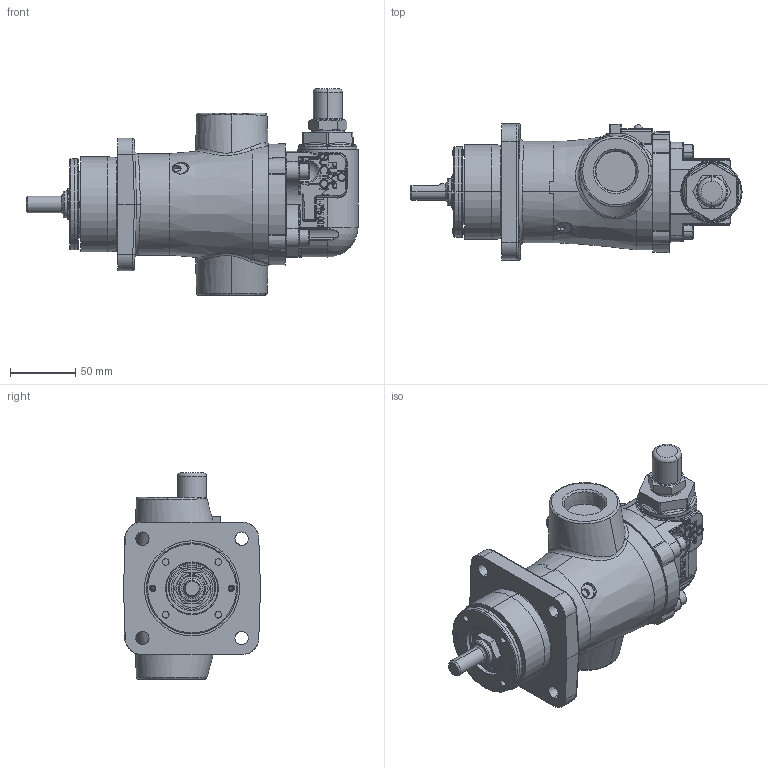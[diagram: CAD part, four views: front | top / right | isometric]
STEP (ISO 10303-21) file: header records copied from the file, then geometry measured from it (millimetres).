
FILE_DESCRIPTION (( 'STEP AP203' ), '1' );
FILE_NAME ('4-1050-2931-508.STEP', '2026-01-09T13:52:02', ( '' ), ( '' ), 'SwSTEP 2.0', 'SolidWorks 2024', '' );
FILE_SCHEMA (( 'CONFIG_CONTROL_DESIGN' ));
Length unit declared in the file: inch
Products named in the file (1): 4-1050-2931-508
Bounding box: 254.75 x 105.15 x 158.67 mm (x, y, z)
Volume: 1307650 mm3; surface area: 112823.3 mm2
Topology: 1 solids, 1 shells, 1442 faces, 3904 edges, 2633 vertices
Faces by surface type: plane 678, bspline 330, cylinder 227, cone 145, torus 42, sphere 20
Entity records: 70511 total; most frequent: CARTESIAN_POINT 36534, ORIENTED_EDGE 7776, DIRECTION 5855, EDGE_CURVE 3888, VERTEX_POINT 2632, VECTOR 2157, LINE 2157, AXIS2_PLACEMENT_3D 1849
